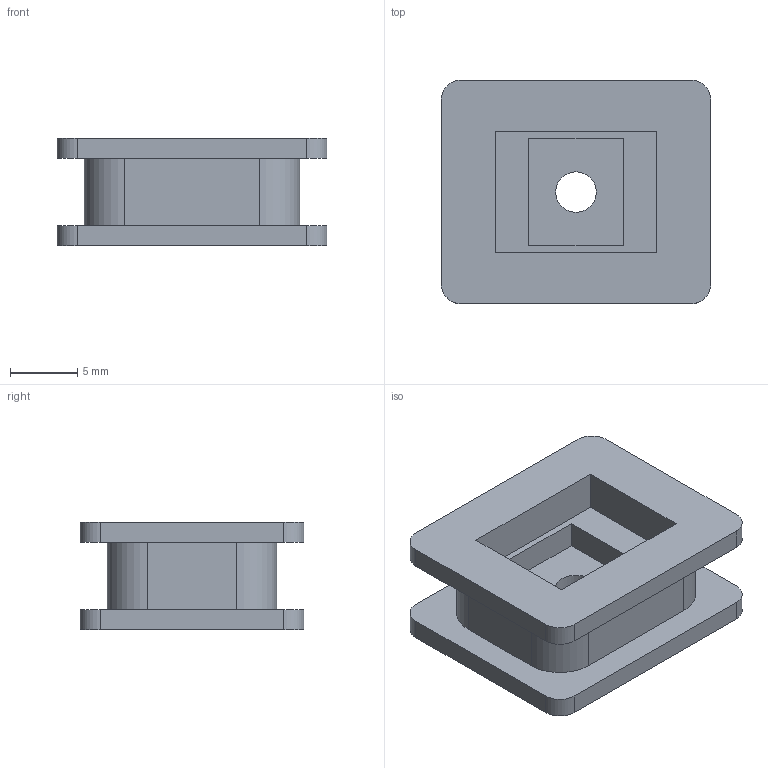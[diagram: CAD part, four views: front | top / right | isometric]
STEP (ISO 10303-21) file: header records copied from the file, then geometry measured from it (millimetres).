
FILE_DESCRIPTION(/* description */ (''),/* implementation_level */ '2;1');
FILE_NAME(/* name */ 'transmural_adaptor.step',/* time_stamp */ '2021-05-20T21:24:02+02:00',/* author */ (''),/* organization */ (''),/* preprocessor_version */ 'ST-DEVELOPER v18.1',/* originating_system */ 'Autodesk Translation Framework v10.6.0.1341',/* authorisation */ '');
FILE_SCHEMA (('AUTOMOTIVE_DESIGN { 1 0 10303 214 3 1 1 }'));
Length unit declared in the file: millimetre
Products named in the file (2): Bladder_phantom; adaptator
Assembly tree (1 placements, depth 2):
  Bladder_phantom
    adaptator
Bounding box: 20 x 16.6 x 8 mm (x, y, z)
Volume: 1446.9 mm3; surface area: 1627.1 mm2
Topology: 1 solids, 1 shells, 44 faces, 111 edges, 74 vertices
Faces by surface type: plane 31, cylinder 13
Full cylindrical faces by diameter (mm): 3 x1
Entity records: 1378 total; most frequent: CARTESIAN_POINT 232, DIRECTION 231, ORIENTED_EDGE 222, EDGE_CURVE 111, LINE 85, VECTOR 85, VERTEX_POINT 74, AXIS2_PLACEMENT_3D 73
